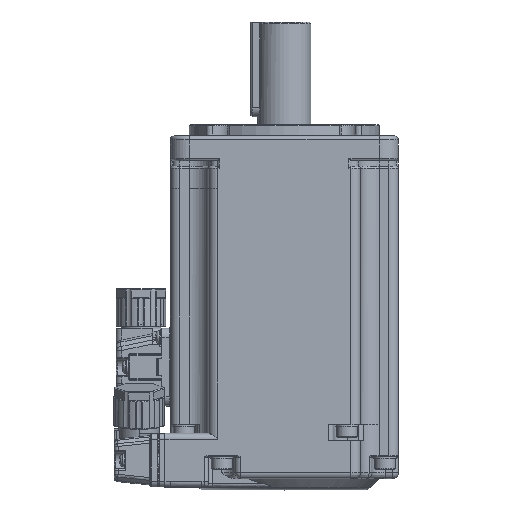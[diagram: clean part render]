
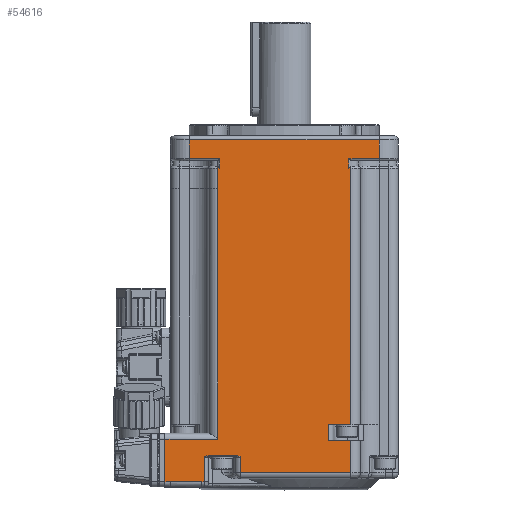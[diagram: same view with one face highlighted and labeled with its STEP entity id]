
A CAD part, left-side view. The second image highlights one B-rep face of the part: STEP entity #54616.
In plain terms, the highlighted planar face has unit normal (-1, 0, 0).
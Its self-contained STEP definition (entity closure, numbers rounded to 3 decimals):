
#2244=CARTESIAN_POINT('',(-180.,17.5,-103.7));
#2245=VERTEX_POINT('',#2244);
#2258=CARTESIAN_POINT('',(-180.,31.45,-103.7));
#2259=VERTEX_POINT('',#2258);
#2267=CARTESIAN_POINT('',(-180.,31.45,-103.7));
#2268=DIRECTION('',(0.,-1.,0.));
#2269=VECTOR('',#2268,13.95);
#2270=LINE('',#2267,#2269);
#2271=EDGE_CURVE('',#2259,#2245,#2270,.T.);
#2285=CARTESIAN_POINT('',(-180.,21.,-114.9));
#2286=VERTEX_POINT('',#2285);
#2293=CARTESIAN_POINT('',(-180.,21.715,-114.9));
#2294=VERTEX_POINT('',#2293);
#2295=CARTESIAN_POINT('',(-180.,21.,-114.9));
#2296=DIRECTION('',(0.,1.,0.));
#2297=VECTOR('',#2296,0.715);
#2298=LINE('',#2295,#2297);
#2299=EDGE_CURVE('',#2286,#2294,#2298,.T.);
#2345=CARTESIAN_POINT('',(-180.,12.598,-108.1));
#2346=VERTEX_POINT('',#2345);
#2358=CARTESIAN_POINT('',(-180.,20.108,-108.1));
#2359=VERTEX_POINT('',#2358);
#2360=CARTESIAN_POINT('',(-180.,12.598,-108.1));
#2361=DIRECTION('',(0.,1.,0.));
#2362=VECTOR('',#2361,7.51);
#2363=LINE('',#2360,#2362);
#2364=EDGE_CURVE('',#2346,#2359,#2363,.T.);
#2385=CARTESIAN_POINT('',(-180.,11.5,-112.6));
#2386=VERTEX_POINT('',#2385);
#2395=CARTESIAN_POINT('',(-180.,-17.5,-112.6));
#2396=VERTEX_POINT('',#2395);
#2404=CARTESIAN_POINT('',(-180.,-17.5,-112.6));
#2405=DIRECTION('',(0.,1.,0.));
#2406=VECTOR('',#2405,29.);
#2407=LINE('',#2404,#2406);
#2408=EDGE_CURVE('',#2396,#2386,#2407,.T.);
#2420=CARTESIAN_POINT('',(-180.,-17.5,-104.1));
#2421=VERTEX_POINT('',#2420);
#2429=CARTESIAN_POINT('',(-180.,-17.5,-104.1));
#2430=DIRECTION('',(0.,0.,-1.));
#2431=VECTOR('',#2430,8.5);
#2432=LINE('',#2429,#2431);
#2433=EDGE_CURVE('',#2421,#2396,#2432,.T.);
#2494=CARTESIAN_POINT('',(-180.,-11.5,-104.1));
#2495=VERTEX_POINT('',#2494);
#2503=CARTESIAN_POINT('',(-180.,-11.5,-104.1));
#2504=DIRECTION('',(0.,-1.,0.));
#2505=VECTOR('',#2504,6.);
#2506=LINE('',#2503,#2505);
#2507=EDGE_CURVE('',#2495,#2421,#2506,.T.);
#2541=CARTESIAN_POINT('',(-180.,-11.5,-99.8));
#2542=VERTEX_POINT('',#2541);
#2550=CARTESIAN_POINT('',(-180.,-11.5,-99.8));
#2551=DIRECTION('',(0.,0.,-1.));
#2552=VECTOR('',#2551,4.3);
#2553=LINE('',#2550,#2552);
#2554=EDGE_CURVE('',#2542,#2495,#2553,.T.);
#2573=CARTESIAN_POINT('',(-180.,-17.5,-99.8));
#2574=VERTEX_POINT('',#2573);
#2582=CARTESIAN_POINT('',(-180.,-17.5,-99.8));
#2583=DIRECTION('',(0.,1.,0.));
#2584=VECTOR('',#2583,6.);
#2585=LINE('',#2582,#2584);
#2586=EDGE_CURVE('',#2574,#2542,#2585,.T.);
#3680=CARTESIAN_POINT('',(-180.,31.45,-114.9));
#3681=VERTEX_POINT('',#3680);
#3689=CARTESIAN_POINT('',(-180.,31.45,-114.9));
#3690=DIRECTION('',(0.,0.,1.));
#3691=VECTOR('',#3690,11.2);
#3692=LINE('',#3689,#3691);
#3693=EDGE_CURVE('',#3681,#2259,#3692,.T.);
#4386=CARTESIAN_POINT('',(-180.,30.,-114.9));
#4387=VERTEX_POINT('',#4386);
#4394=CARTESIAN_POINT('',(-180.,30.,-114.9));
#4395=DIRECTION('',(0.,1.,0.));
#4396=VECTOR('',#4395,1.45);
#4397=LINE('',#4394,#4396);
#4398=EDGE_CURVE('',#4387,#3681,#4397,.T.);
#5412=CARTESIAN_POINT('',(-180.,30.,-114.9));
#5413=DIRECTION('',(0.,-1.,0.));
#5414=VECTOR('',#5413,8.285);
#5415=LINE('',#5412,#5414);
#5416=EDGE_CURVE('',#4387,#2294,#5415,.T.);
#21088=CARTESIAN_POINT('',(-180.,11.5,-108.3));
#21089=VERTEX_POINT('',#21088);
#21106=CARTESIAN_POINT('',(-180.,11.5,-108.3));
#21107=CARTESIAN_POINT('',(-180.,11.542,-108.25));
#21108=CARTESIAN_POINT('',(-180.,12.365,-108.1));
#21109=CARTESIAN_POINT('',(-180.,12.598,-108.1));
#21110=B_SPLINE_CURVE_WITH_KNOTS('',3,(#21106,#21107,#21108,#21109),.UNSPECIFIED.,.F.,.U.,(4,4),(0.,1.),.UNSPECIFIED.);
#21111=EDGE_CURVE('',#21089,#2346,#21110,.T.);
#22575=CARTESIAN_POINT('',(-180.,21.,-108.3));
#22576=VERTEX_POINT('',#22575);
#22590=CARTESIAN_POINT('',(-180.,21.,-108.3));
#22591=DIRECTION('',(0.,0.,-1.));
#22592=VECTOR('',#22591,6.6);
#22593=LINE('',#22590,#22592);
#22594=EDGE_CURVE('',#22576,#2286,#22593,.T.);
#22789=CARTESIAN_POINT('',(-180.,20.108,-108.1));
#22790=CARTESIAN_POINT('',(-180.,20.291,-108.1));
#22791=CARTESIAN_POINT('',(-180.,20.96,-108.25));
#22792=CARTESIAN_POINT('',(-180.,21.,-108.3));
#22793=B_SPLINE_CURVE_WITH_KNOTS('',3,(#22789,#22790,#22791,#22792),.UNSPECIFIED.,.F.,.U.,(4,4),(0.,1.),.UNSPECIFIED.);
#22794=EDGE_CURVE('',#2359,#22576,#22793,.T.);
#22830=CARTESIAN_POINT('',(-180.,11.5,-112.6));
#22831=DIRECTION('',(0.,0.,1.));
#22832=VECTOR('',#22831,4.3);
#22833=LINE('',#22830,#22832);
#22834=EDGE_CURVE('',#2386,#21089,#22833,.T.);
#54488=CARTESIAN_POINT('',(-180.,17.5,-37.774));
#54489=VERTEX_POINT('',#54488);
#54490=CARTESIAN_POINT('',(-180.,17.5,-103.7));
#54491=DIRECTION('',(0.,0.,1.));
#54492=VECTOR('',#54491,65.926);
#54493=LINE('',#54490,#54492);
#54494=EDGE_CURVE('',#2245,#54489,#54493,.T.);
#54507=CARTESIAN_POINT('',(-180.,3.085,-71.632));
#54508=DIRECTION('',(0.,1.,0.));
#54509=DIRECTION('',(1.,0.,0.));
#54510=AXIS2_PLACEMENT_3D('',#54507,#54509,#54508);
#54511=PLANE('',#54510);
#54512=ORIENTED_EDGE('',*,*,#2507,.T.);
#54513=ORIENTED_EDGE('',*,*,#2433,.T.);
#54514=ORIENTED_EDGE('',*,*,#2408,.T.);
#54515=ORIENTED_EDGE('',*,*,#22834,.T.);
#54516=ORIENTED_EDGE('',*,*,#21111,.T.);
#54517=ORIENTED_EDGE('',*,*,#2364,.T.);
#54518=ORIENTED_EDGE('',*,*,#22794,.T.);
#54519=ORIENTED_EDGE('',*,*,#22594,.T.);
#54520=ORIENTED_EDGE('',*,*,#2299,.T.);
#54521=ORIENTED_EDGE('',*,*,#5416,.F.);
#54522=ORIENTED_EDGE('',*,*,#4398,.T.);
#54523=ORIENTED_EDGE('',*,*,#3693,.T.);
#54524=ORIENTED_EDGE('',*,*,#2271,.T.);
#54525=ORIENTED_EDGE('',*,*,#54494,.T.);
#54526=CARTESIAN_POINT('',(-180.,17.5,-32.4));
#54527=VERTEX_POINT('',#54526);
#54528=CARTESIAN_POINT('',(-180.,17.5,-32.4));
#54529=DIRECTION('',(0.,0.,-1.));
#54530=VECTOR('',#54529,5.374);
#54531=LINE('',#54528,#54530);
#54532=EDGE_CURVE('',#54527,#54489,#54531,.T.);
#54533=ORIENTED_EDGE('',*,*,#54532,.F.);
#54534=CARTESIAN_POINT('',(-180.,17.,-32.4));
#54535=VERTEX_POINT('',#54534);
#54536=CARTESIAN_POINT('',(-180.,17.,-32.4));
#54537=DIRECTION('',(0.,1.,0.));
#54538=VECTOR('',#54537,0.5);
#54539=LINE('',#54536,#54538);
#54540=EDGE_CURVE('',#54535,#54527,#54539,.T.);
#54541=ORIENTED_EDGE('',*,*,#54540,.F.);
#54542=CARTESIAN_POINT('',(-180.,17.,-29.9));
#54543=VERTEX_POINT('',#54542);
#54544=CARTESIAN_POINT('',(-180.,17.,-29.9));
#54545=DIRECTION('',(0.,0.,-1.));
#54546=VECTOR('',#54545,2.5);
#54547=LINE('',#54544,#54546);
#54548=EDGE_CURVE('',#54543,#54535,#54547,.T.);
#54549=ORIENTED_EDGE('',*,*,#54548,.F.);
#54550=CARTESIAN_POINT('',(-180.,25.,-29.9));
#54551=VERTEX_POINT('',#54550);
#54552=CARTESIAN_POINT('',(-180.,25.,-29.9));
#54553=DIRECTION('',(0.,-1.,0.));
#54554=VECTOR('',#54553,8.);
#54555=LINE('',#54552,#54554);
#54556=EDGE_CURVE('',#54551,#54543,#54555,.T.);
#54557=ORIENTED_EDGE('',*,*,#54556,.F.);
#54558=CARTESIAN_POINT('',(-180.,25.,-24.9));
#54559=VERTEX_POINT('',#54558);
#54560=CARTESIAN_POINT('',(-180.,25.,-29.9));
#54561=DIRECTION('',(0.,0.,1.));
#54562=VECTOR('',#54561,5.);
#54563=LINE('',#54560,#54562);
#54564=EDGE_CURVE('',#54551,#54559,#54563,.T.);
#54565=ORIENTED_EDGE('',*,*,#54564,.T.);
#54566=CARTESIAN_POINT('',(-180.,-25.,-24.9));
#54567=VERTEX_POINT('',#54566);
#54568=CARTESIAN_POINT('',(-180.,25.,-24.9));
#54569=DIRECTION('',(0.,-1.,0.));
#54570=VECTOR('',#54569,50.);
#54571=LINE('',#54568,#54570);
#54572=EDGE_CURVE('',#54559,#54567,#54571,.T.);
#54573=ORIENTED_EDGE('',*,*,#54572,.T.);
#54574=CARTESIAN_POINT('',(-180.,-25.,-29.9));
#54575=VERTEX_POINT('',#54574);
#54576=CARTESIAN_POINT('',(-180.,-25.,-29.9));
#54577=DIRECTION('',(0.,0.,1.));
#54578=VECTOR('',#54577,5.);
#54579=LINE('',#54576,#54578);
#54580=EDGE_CURVE('',#54575,#54567,#54579,.T.);
#54581=ORIENTED_EDGE('',*,*,#54580,.F.);
#54582=CARTESIAN_POINT('',(-180.,-17.,-29.9));
#54583=VERTEX_POINT('',#54582);
#54584=CARTESIAN_POINT('',(-180.,-17.,-29.9));
#54585=DIRECTION('',(0.,-1.,0.));
#54586=VECTOR('',#54585,8.);
#54587=LINE('',#54584,#54586);
#54588=EDGE_CURVE('',#54583,#54575,#54587,.T.);
#54589=ORIENTED_EDGE('',*,*,#54588,.F.);
#54590=CARTESIAN_POINT('',(-180.,-17.,-32.4));
#54591=VERTEX_POINT('',#54590);
#54592=CARTESIAN_POINT('',(-180.,-17.,-32.4));
#54593=DIRECTION('',(0.,0.,1.));
#54594=VECTOR('',#54593,2.5);
#54595=LINE('',#54592,#54594);
#54596=EDGE_CURVE('',#54591,#54583,#54595,.T.);
#54597=ORIENTED_EDGE('',*,*,#54596,.F.);
#54598=CARTESIAN_POINT('',(-180.,-17.5,-32.4));
#54599=VERTEX_POINT('',#54598);
#54600=CARTESIAN_POINT('',(-180.,-17.5,-32.4));
#54601=DIRECTION('',(0.,1.,0.));
#54602=VECTOR('',#54601,0.5);
#54603=LINE('',#54600,#54602);
#54604=EDGE_CURVE('',#54599,#54591,#54603,.T.);
#54605=ORIENTED_EDGE('',*,*,#54604,.F.);
#54606=CARTESIAN_POINT('',(-180.,-17.5,-99.8));
#54607=DIRECTION('',(0.,0.,1.));
#54608=VECTOR('',#54607,67.4);
#54609=LINE('',#54606,#54608);
#54610=EDGE_CURVE('',#2574,#54599,#54609,.T.);
#54611=ORIENTED_EDGE('',*,*,#54610,.F.);
#54612=ORIENTED_EDGE('',*,*,#2586,.T.);
#54613=ORIENTED_EDGE('',*,*,#2554,.T.);
#54614=EDGE_LOOP('',(#54512,#54513,#54514,#54515,#54516,#54517,#54518,#54519,#54520,#54521,#54522,#54523,#54524,#54525,#54533,#54541,#54549,#54557,#54565,#54573,#54581,#54589,#54597,#54605,#54611,#54612,#54613));
#54615=FACE_OUTER_BOUND('',#54614,.F.);
#54616=ADVANCED_FACE('',(#54615),#54511,.F.);
